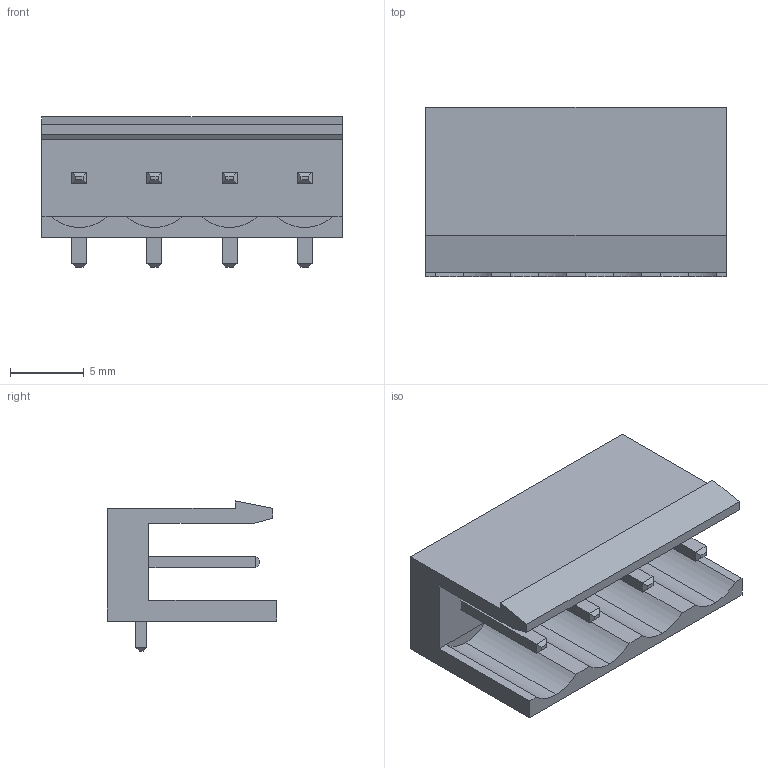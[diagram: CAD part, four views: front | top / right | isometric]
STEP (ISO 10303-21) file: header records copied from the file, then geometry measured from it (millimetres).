
FILE_DESCRIPTION (( 'STEP AP214' ), '1' );
FILE_NAME ('BR8MN1-04.STEP', '2019-11-09T11:42:59', ( '' ), ( '' ), 'SwSTEP 2.0', 'SolidWorks 2018', '' );
FILE_SCHEMA (( 'AUTOMOTIVE_DESIGN' ));
Length unit declared in the file: mil
Products named in the file (1): BR8MN1-04
Bounding box: 20.32 x 11.43 x 10.16 mm (x, y, z)
Volume: 835.7 mm3; surface area: 1418.8 mm2
Topology: 5 solids, 5 shells, 97 faces, 229 edges, 142 vertices
Faces by surface type: plane 89, cylinder 8
Entity records: 4043 total; most frequent: CARTESIAN_POINT 469, ORIENTED_EDGE 458, DIRECTION 449, EDGE_CURVE 229, VECTOR 205, LINE 205, VERTEX_POINT 142, AXIS2_PLACEMENT_3D 122
